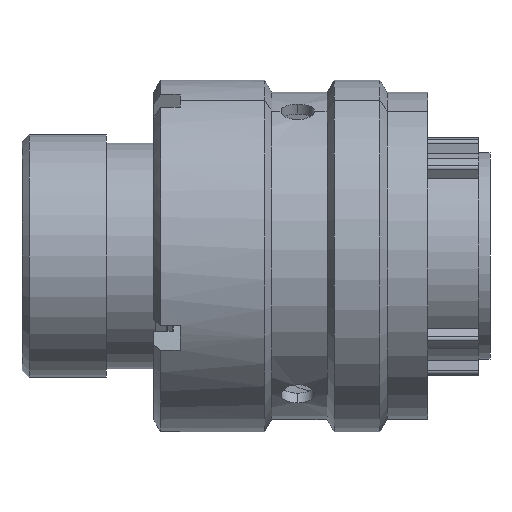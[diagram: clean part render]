
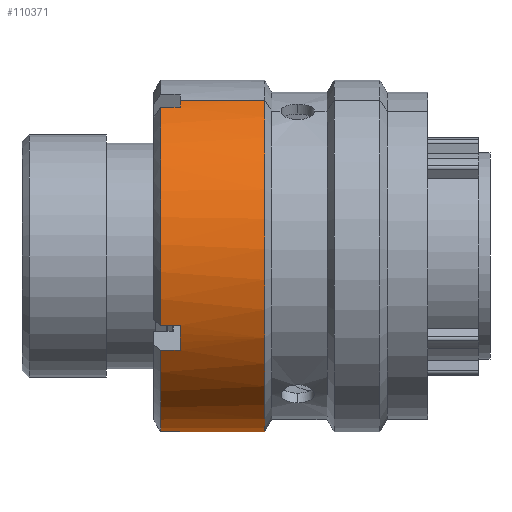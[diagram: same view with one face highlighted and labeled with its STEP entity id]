
A CAD part, front view. The second image highlights one B-rep face of the part: STEP entity #110371.
In plain terms, the highlighted cylindrical face has radius 12.55 mm (diameter 25.1 mm), a partial arc.
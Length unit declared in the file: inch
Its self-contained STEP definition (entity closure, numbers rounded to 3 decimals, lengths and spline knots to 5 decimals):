
#6721 = VECTOR ( 'NONE', #14243, 39.37008 ) ;
#6728 = VECTOR ( 'NONE', #14247, 39.37008 ) ;
#13464 = VERTEX_POINT ( 'NONE', #44604 ) ;
#13465 = VERTEX_POINT ( 'NONE', #44606 ) ;
#13469 = VERTEX_POINT ( 'NONE', #44613 ) ;
#13471 = VERTEX_POINT ( 'NONE', #44617 ) ;
#13472 = VERTEX_POINT ( 'NONE', #44619 ) ;
#13474 = VERTEX_POINT ( 'NONE', #44623 ) ;
#13476 = VERTEX_POINT ( 'NONE', #44625 ) ;
#13478 = VERTEX_POINT ( 'NONE', #44628 ) ;
#13528 = VERTEX_POINT ( 'NONE', #44708 ) ;
#13533 = VERTEX_POINT ( 'NONE', #44716 ) ;
#13548 = VERTEX_POINT ( 'NONE', #44737 ) ;
#13553 = VERTEX_POINT ( 'NONE', #44746 ) ;
#14236 = CARTESIAN_POINT ( 'NONE',  ( 1.1389, -0.23029, 0.43714 ) ) ;
#14239 = LINE ( 'NONE', #14236, #6721 ) ;
#14243 = DIRECTION ( 'NONE',  ( 1., 0., 0. ) ) ;
#14244 = LINE ( 'NONE', #14246, #6728 ) ;
#14246 = CARTESIAN_POINT ( 'NONE',  ( 1.1389, 0.23029, -0.43714 ) ) ;
#14247 = DIRECTION ( 'NONE',  ( 1., 0., 0. ) ) ;
#18037 = AXIS2_PLACEMENT_3D ( 'NONE', #21661, #21662, #21663 ) ;
#18038 = CIRCLE ( 'NONE', #18043, 0.49409 ) ;
#18040 = CIRCLE ( 'NONE', #18037, 0.49409 ) ;
#18042 = VECTOR ( 'NONE', #21684, 39.37008 ) ;
#18043 = AXIS2_PLACEMENT_3D ( 'NONE', #21681, #21682, #21683 ) ;
#18044 = VECTOR ( 'NONE', #21687, 39.37008 ) ;
#18045 = CIRCLE ( 'NONE', #18047, 0.49409 ) ;
#18046 = VECTOR ( 'NONE', #21693, 39.37008 ) ;
#18047 = AXIS2_PLACEMENT_3D ( 'NONE', #21690, #21691, #21692 ) ;
#18048 = CIRCLE ( 'NONE', #18050, 0.49409 ) ;
#18049 = VECTOR ( 'NONE', #21697, 39.37008 ) ;
#18050 = AXIS2_PLACEMENT_3D ( 'NONE', #21694, #21695, #21696 ) ;
#18051 = CIRCLE ( 'NONE', #18053, 0.49409 ) ;
#18052 = CIRCLE ( 'NONE', #18055, 0.49409 ) ;
#18053 = AXIS2_PLACEMENT_3D ( 'NONE', #21700, #21701, #21702 ) ;
#18055 = AXIS2_PLACEMENT_3D ( 'NONE', #21704, #21705, #21706 ) ;
#21661 = CARTESIAN_POINT ( 'NONE',  ( 0.3889, 0., 0. ) ) ;
#21662 = DIRECTION ( 'NONE',  ( 1., 0., 0. ) ) ;
#21663 = DIRECTION ( 'NONE',  ( 0., 0.466, -0.885 ) ) ;
#21675 = CARTESIAN_POINT ( 'NONE',  ( 1.1389, -0.26439, 0.4174 ) ) ;
#21676 = LINE ( 'NONE', #21675, #18042 ) ;
#21679 = LINE ( 'NONE', #21680, #18046 ) ;
#21680 = CARTESIAN_POINT ( 'NONE',  ( 1.1389, -0.4174, -0.26439 ) ) ;
#21681 = CARTESIAN_POINT ( 'NONE',  ( 0.44402, 0., 0. ) ) ;
#21682 = DIRECTION ( 'NONE',  ( 1., 0., 0. ) ) ;
#21683 = DIRECTION ( 'NONE',  ( 0., -0.885, -0.466 ) ) ;
#21684 = DIRECTION ( 'NONE',  ( -1., 0., 0. ) ) ;
#21685 = LINE ( 'NONE', #21686, #18044 ) ;
#21686 = CARTESIAN_POINT ( 'NONE',  ( 1.1389, -0.4541, -0.19473 ) ) ;
#21687 = DIRECTION ( 'NONE',  ( 1., 0., 0. ) ) ;
#21688 = LINE ( 'NONE', #21689, #18049 ) ;
#21689 = CARTESIAN_POINT ( 'NONE',  ( 1.1389, 0.19473, -0.4541 ) ) ;
#21690 = CARTESIAN_POINT ( 'NONE',  ( 0.44402, 0., 0. ) ) ;
#21691 = DIRECTION ( 'NONE',  ( 1., 0., 0. ) ) ;
#21692 = DIRECTION ( 'NONE',  ( 0., 0.466, -0.885 ) ) ;
#21693 = DIRECTION ( 'NONE',  ( -1., 0., 0. ) ) ;
#21694 = CARTESIAN_POINT ( 'NONE',  ( 0.3889, 0., 0. ) ) ;
#21695 = DIRECTION ( 'NONE',  ( 1., 0., 0. ) ) ;
#21696 = DIRECTION ( 'NONE',  ( 0., 0.466, -0.885 ) ) ;
#21697 = DIRECTION ( 'NONE',  ( 1., 0., 0. ) ) ;
#21700 = CARTESIAN_POINT ( 'NONE',  ( 0.44402, 0., 0. ) ) ;
#21701 = DIRECTION ( 'NONE',  ( 1., 0., 0. ) ) ;
#21702 = DIRECTION ( 'NONE',  ( 0., 0.885, 0.466 ) ) ;
#21704 = CARTESIAN_POINT ( 'NONE',  ( 0.68102, 0., 0. ) ) ;
#21705 = DIRECTION ( 'NONE',  ( 1., 0., 0. ) ) ;
#21706 = DIRECTION ( 'NONE',  ( 0., 0.466, -0.885 ) ) ;
#44604 = CARTESIAN_POINT ( 'NONE',  ( 0.44402, 0.19473, -0.4541 ) ) ;
#44606 = CARTESIAN_POINT ( 'NONE',  ( 0.3889, 0.19473, -0.4541 ) ) ;
#44613 = CARTESIAN_POINT ( 'NONE',  ( 0.3889, -0.4174, -0.26439 ) ) ;
#44617 = CARTESIAN_POINT ( 'NONE',  ( 0.44402, -0.4174, -0.26439 ) ) ;
#44619 = CARTESIAN_POINT ( 'NONE',  ( 0.3889, -0.26439, 0.4174 ) ) ;
#44623 = CARTESIAN_POINT ( 'NONE',  ( 0.44402, -0.26439, 0.4174 ) ) ;
#44625 = CARTESIAN_POINT ( 'NONE',  ( 0.44402, -0.4541, -0.19473 ) ) ;
#44628 = CARTESIAN_POINT ( 'NONE',  ( 0.3889, -0.4541, -0.19473 ) ) ;
#44708 = CARTESIAN_POINT ( 'NONE',  ( 0.44402, 0.23029, -0.43714 ) ) ;
#44716 = CARTESIAN_POINT ( 'NONE',  ( 0.44402, -0.23029, 0.43714 ) ) ;
#44737 = CARTESIAN_POINT ( 'NONE',  ( 0.68102, -0.23029, 0.43714 ) ) ;
#44746 = CARTESIAN_POINT ( 'NONE',  ( 0.68102, 0.23029, -0.43714 ) ) ;
#63316 = ORIENTED_EDGE ( 'NONE', *, *, #83419, .F. ) ;
#63318 = ORIENTED_EDGE ( 'NONE', *, *, #107405, .T. ) ;
#63319 = ORIENTED_EDGE ( 'NONE', *, *, #107407, .T. ) ;
#63320 = ORIENTED_EDGE ( 'NONE', *, *, #107395, .T. ) ;
#63322 = ORIENTED_EDGE ( 'NONE', *, *, #107410, .T. ) ;
#63324 = ORIENTED_EDGE ( 'NONE', *, *, #107412, .T. ) ;
#63326 = ORIENTED_EDGE ( 'NONE', *, *, #107414, .T. ) ;
#63327 = ORIENTED_EDGE ( 'NONE', *, *, #107415, .T. ) ;
#63328 = ORIENTED_EDGE ( 'NONE', *, *, #107417, .T. ) ;
#63330 = ORIENTED_EDGE ( 'NONE', *, *, #107418, .T. ) ;
#63332 = ORIENTED_EDGE ( 'NONE', *, *, #83421, .T. ) ;
#63334 = ORIENTED_EDGE ( 'NONE', *, *, #107420, .F. ) ;
#65365 = EDGE_LOOP ( 'NONE', ( #63316, #63318, #63319, #63320, #63322, #63324, #63326, #63327, #63328, #63330, #63332, #63334 ) ) ;
#75189 = AXIS2_PLACEMENT_3D ( 'NONE', #77919, #77937, #77938 ) ;
#77919 = CARTESIAN_POINT ( 'NONE',  ( 1.1389, 0., 0. ) ) ;
#77921 = CYLINDRICAL_SURFACE ( 'NONE', #75189, 0.49409 ) ;
#77922 = FACE_OUTER_BOUND ( 'NONE', #65365, .T. ) ;
#77937 = DIRECTION ( 'NONE',  ( 1., 0., 0. ) ) ;
#77938 = DIRECTION ( 'NONE',  ( 0., 0.466, -0.885 ) ) ;
#83419 = EDGE_CURVE ( 'NONE', #13533, #13548, #14239, .T. ) ;
#83421 = EDGE_CURVE ( 'NONE', #13528, #13553, #14244, .T. ) ;
#107395 = EDGE_CURVE ( 'NONE', #13472, #13478, #18040, .T. ) ;
#107405 = EDGE_CURVE ( 'NONE', #13533, #13474, #18038, .T. ) ;
#107407 = EDGE_CURVE ( 'NONE', #13474, #13472, #21676, .T. ) ;
#107410 = EDGE_CURVE ( 'NONE', #13478, #13476, #21685, .T. ) ;
#107412 = EDGE_CURVE ( 'NONE', #13476, #13471, #18045, .T. ) ;
#107414 = EDGE_CURVE ( 'NONE', #13471, #13469, #21679, .T. ) ;
#107415 = EDGE_CURVE ( 'NONE', #13469, #13465, #18048, .T. ) ;
#107417 = EDGE_CURVE ( 'NONE', #13465, #13464, #21688, .T. ) ;
#107418 = EDGE_CURVE ( 'NONE', #13464, #13528, #18051, .T. ) ;
#107420 = EDGE_CURVE ( 'NONE', #13548, #13553, #18052, .T. ) ;
#110371 = ADVANCED_FACE ( 'NONE', ( #77922 ), #77921, .T. ) ;
